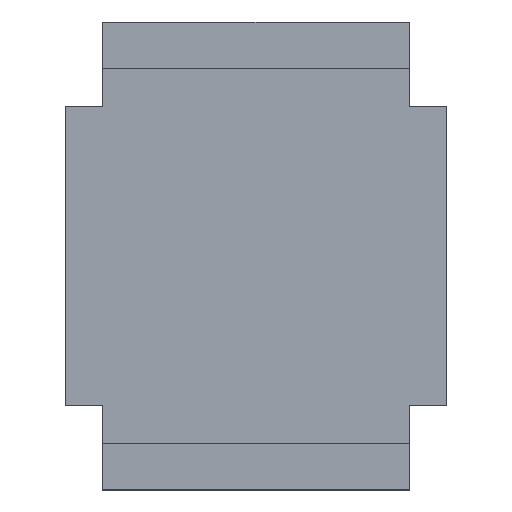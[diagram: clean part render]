
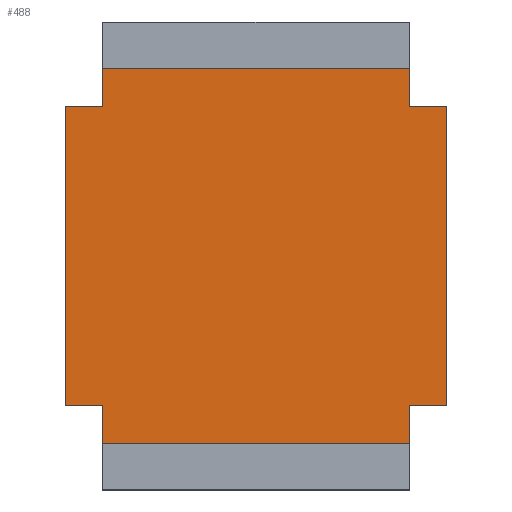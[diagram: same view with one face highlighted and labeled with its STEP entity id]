
A CAD part, top view. The second image highlights one B-rep face of the part: STEP entity #488.
In plain terms, the highlighted planar face has unit normal (0, 0, 1).
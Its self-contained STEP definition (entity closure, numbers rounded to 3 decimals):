
#425=AXIS2_PLACEMENT_3D('Plane Axis2P3D',#422,#423,#424) ;
#204=CARTESIAN_POINT('Vertex',(0.5,0.625,1.6)) ;
#211=CARTESIAN_POINT('Vertex',(4.6,0.625,1.6)) ;
#214=CARTESIAN_POINT('Line Origine',(2.55,0.625,1.6)) ;
#244=CARTESIAN_POINT('Vertex',(5.1,1.125,1.6)) ;
#247=CARTESIAN_POINT('Line Origine',(4.85,1.125,1.6)) ;
#251=CARTESIAN_POINT('Vertex',(4.6,1.125,1.6)) ;
#276=CARTESIAN_POINT('Line Origine',(4.6,0.875,1.6)) ;
#306=CARTESIAN_POINT('Vertex',(0.5,1.125,1.6)) ;
#309=CARTESIAN_POINT('Line Origine',(0.25,1.125,1.6)) ;
#313=CARTESIAN_POINT('Vertex',(0.,1.125,1.6)) ;
#333=CARTESIAN_POINT('Line Origine',(0.5,0.875,1.6)) ;
#422=CARTESIAN_POINT('Axis2P3D Location',(2.55,0.625,1.6)) ;
#427=CARTESIAN_POINT('Line Origine',(0.5,5.375,1.6)) ;
#431=CARTESIAN_POINT('Vertex',(0.5,5.125,1.6)) ;
#433=CARTESIAN_POINT('Vertex',(0.5,5.625,1.6)) ;
#436=CARTESIAN_POINT('Line Origine',(0.25,5.125,1.6)) ;
#440=CARTESIAN_POINT('Vertex',(0.,5.125,1.6)) ;
#443=CARTESIAN_POINT('Line Origine',(0.,3.125,1.6)) ;
#448=CARTESIAN_POINT('Line Origine',(5.1,3.125,1.6)) ;
#452=CARTESIAN_POINT('Vertex',(5.1,5.125,1.6)) ;
#455=CARTESIAN_POINT('Line Origine',(4.85,5.125,1.6)) ;
#459=CARTESIAN_POINT('Vertex',(4.6,5.125,1.6)) ;
#462=CARTESIAN_POINT('Line Origine',(4.6,5.375,1.6)) ;
#466=CARTESIAN_POINT('Vertex',(4.6,5.625,1.6)) ;
#469=CARTESIAN_POINT('Line Origine',(2.55,5.625,1.6)) ;
#215=DIRECTION('Vector Direction',(1.,0.,0.)) ;
#248=DIRECTION('Vector Direction',(-1.,0.,0.)) ;
#277=DIRECTION('Vector Direction',(0.,-1.,0.)) ;
#310=DIRECTION('Vector Direction',(-1.,0.,0.)) ;
#334=DIRECTION('Vector Direction',(0.,-1.,0.)) ;
#423=DIRECTION('Axis2P3D Direction',(0.,0.,-1.)) ;
#424=DIRECTION('Axis2P3D XDirection',(0.,1.,0.)) ;
#428=DIRECTION('Vector Direction',(0.,1.,0.)) ;
#437=DIRECTION('Vector Direction',(-1.,0.,0.)) ;
#444=DIRECTION('Vector Direction',(0.,1.,0.)) ;
#449=DIRECTION('Vector Direction',(0.,1.,0.)) ;
#456=DIRECTION('Vector Direction',(-1.,0.,0.)) ;
#463=DIRECTION('Vector Direction',(0.,1.,0.)) ;
#470=DIRECTION('Vector Direction',(1.,0.,0.)) ;
#216=VECTOR('Line Direction',#215,1.) ;
#249=VECTOR('Line Direction',#248,1.) ;
#278=VECTOR('Line Direction',#277,1.) ;
#311=VECTOR('Line Direction',#310,1.) ;
#335=VECTOR('Line Direction',#334,1.) ;
#429=VECTOR('Line Direction',#428,1.) ;
#438=VECTOR('Line Direction',#437,1.) ;
#445=VECTOR('Line Direction',#444,1.) ;
#450=VECTOR('Line Direction',#449,1.) ;
#457=VECTOR('Line Direction',#456,1.) ;
#464=VECTOR('Line Direction',#463,1.) ;
#471=VECTOR('Line Direction',#470,1.) ;
#475=ORIENTED_EDGE('',*,*,#435,.F.) ;
#476=ORIENTED_EDGE('',*,*,#442,.F.) ;
#477=ORIENTED_EDGE('',*,*,#447,.T.) ;
#478=ORIENTED_EDGE('',*,*,#315,.T.) ;
#479=ORIENTED_EDGE('',*,*,#337,.T.) ;
#480=ORIENTED_EDGE('',*,*,#218,.T.) ;
#481=ORIENTED_EDGE('',*,*,#280,.F.) ;
#482=ORIENTED_EDGE('',*,*,#253,.T.) ;
#483=ORIENTED_EDGE('',*,*,#454,.F.) ;
#484=ORIENTED_EDGE('',*,*,#461,.F.) ;
#485=ORIENTED_EDGE('',*,*,#468,.T.) ;
#486=ORIENTED_EDGE('',*,*,#473,.F.) ;
#488=ADVANCED_FACE('S3D positioniert',(#487),#426,.F.) ;
#218=EDGE_CURVE('',#205,#212,#217,.T.) ;
#253=EDGE_CURVE('',#252,#245,#250,.F.) ;
#280=EDGE_CURVE('',#252,#212,#279,.T.) ;
#315=EDGE_CURVE('',#314,#307,#312,.F.) ;
#337=EDGE_CURVE('',#307,#205,#336,.T.) ;
#435=EDGE_CURVE('',#432,#434,#430,.T.) ;
#442=EDGE_CURVE('',#441,#432,#439,.F.) ;
#447=EDGE_CURVE('',#441,#314,#446,.F.) ;
#454=EDGE_CURVE('',#453,#245,#451,.F.) ;
#461=EDGE_CURVE('',#460,#453,#458,.F.) ;
#468=EDGE_CURVE('',#460,#467,#465,.T.) ;
#473=EDGE_CURVE('',#434,#467,#472,.T.) ;
#474=EDGE_LOOP('',(#475,#476,#477,#478,#479,#480,#481,#482,#483,#484,#485,#486)) ;
#487=FACE_OUTER_BOUND('',#474,.T.) ;
#217=LINE('Line',#214,#216) ;
#250=LINE('Line',#247,#249) ;
#279=LINE('Line',#276,#278) ;
#312=LINE('Line',#309,#311) ;
#336=LINE('Line',#333,#335) ;
#430=LINE('Line',#427,#429) ;
#439=LINE('Line',#436,#438) ;
#446=LINE('Line',#443,#445) ;
#451=LINE('Line',#448,#450) ;
#458=LINE('Line',#455,#457) ;
#465=LINE('Line',#462,#464) ;
#472=LINE('Line',#469,#471) ;
#426=PLANE('',#425) ;
#205=VERTEX_POINT('',#204) ;
#212=VERTEX_POINT('',#211) ;
#245=VERTEX_POINT('',#244) ;
#252=VERTEX_POINT('',#251) ;
#307=VERTEX_POINT('',#306) ;
#314=VERTEX_POINT('',#313) ;
#432=VERTEX_POINT('',#431) ;
#434=VERTEX_POINT('',#433) ;
#441=VERTEX_POINT('',#440) ;
#453=VERTEX_POINT('',#452) ;
#460=VERTEX_POINT('',#459) ;
#467=VERTEX_POINT('',#466) ;
